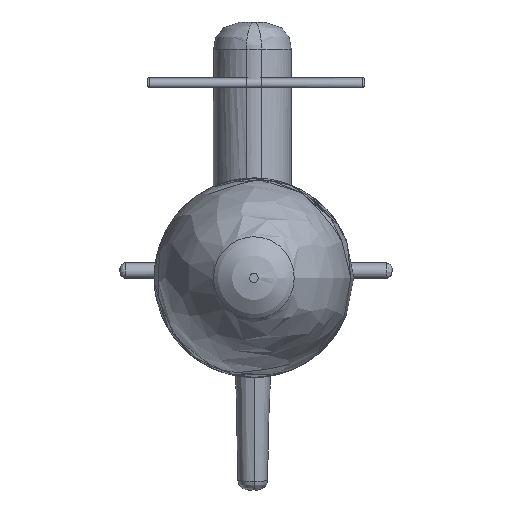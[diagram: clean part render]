
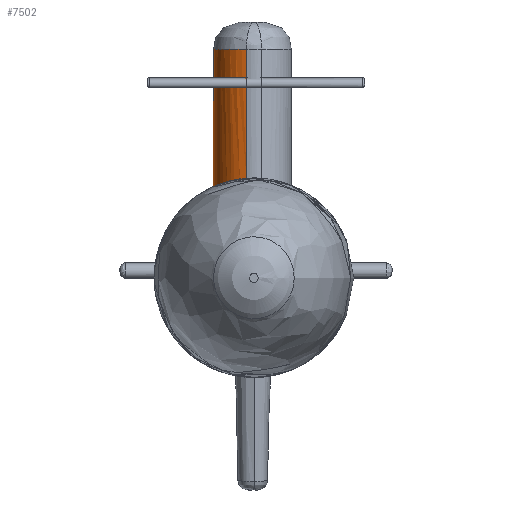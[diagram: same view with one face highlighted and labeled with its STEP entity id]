
A CAD part, front view. The second image highlights one B-rep face of the part: STEP entity #7502.
In plain terms, the highlighted free-form (B-spline) face has degree [5, 1] with [11, 2] control points.
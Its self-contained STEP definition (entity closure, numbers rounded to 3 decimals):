
#6629 = VERTEX_POINT('',#6630);
#6630 = CARTESIAN_POINT('',(-3.474,127.146,
    36.572));
#6649 = VERTEX_POINT('',#6650);
#6650 = CARTESIAN_POINT('',(-3.474,127.146,
    83.999));
#6656 = EDGE_CURVE('',#6649,#6629,#6657,.T.);
#6657 = B_SPLINE_CURVE_WITH_KNOTS('',3,(#6658,#6659,#6660,#6661),
  .UNSPECIFIED.,.F.,.F.,(4,4),(-8.4,-3.657),
  .PIECEWISE_BEZIER_KNOTS.);
#6658 = CARTESIAN_POINT('',(-3.474,127.146,
    83.999));
#6659 = CARTESIAN_POINT('',(-3.474,127.146,
    68.19));
#6660 = CARTESIAN_POINT('',(-3.474,127.146,
    52.381));
#6661 = CARTESIAN_POINT('',(-3.474,127.146,
    36.572));
#6777 = VERTEX_POINT('',#6778);
#6778 = CARTESIAN_POINT('',(-1.537,239.777,
    83.999));
#7186 = EDGE_CURVE('',#6777,#6649,#7187,.T.);
#7187 = B_SPLINE_CURVE_WITH_KNOTS('',3,(#7188,#7189,#7190,#7191,#7192,
    #7193,#7194,#7195,#7196,#7197,#7198,#7199,#7200,#7201,#7202,#7203,
    #7204,#7205,#7206,#7207,#7208,#7209,#7210,#7211),.UNSPECIFIED.,.F.,
  .F.,(4,1,1,1,1,1,1,1,1,1,1,1,1,1,1,1,1,1,1,1,1,4),(0.163,
    0.897,1.631,3.1,4.568,
    6.037,7.016,7.505,8.484,
    8.974,9.341,9.524,9.708,
    9.8,9.891,9.983,10.075,
    10.167,10.213,10.258,10.35,
    10.442),.UNSPECIFIED.);
#7188 = CARTESIAN_POINT('',(-1.537,239.777,
    83.999));
#7189 = CARTESIAN_POINT('',(-2.662,237.16,
    83.999));
#7190 = CARTESIAN_POINT('',(-4.564,231.881,
    83.999));
#7191 = CARTESIAN_POINT('',(-7.259,221.402,
    83.999));
#7192 = CARTESIAN_POINT('',(-9.382,208.895,
    83.999));
#7193 = CARTESIAN_POINT('',(-11.403,194.248,
    83.999));
#7194 = CARTESIAN_POINT('',(-13.004,181.375,
    83.999));
#7195 = CARTESIAN_POINT('',(-14.208,171.654,
    83.999));
#7196 = CARTESIAN_POINT('',(-15.133,163.312,
    83.999));
#7197 = CARTESIAN_POINT('',(-15.674,156.357,
    83.999));
#7198 = CARTESIAN_POINT('',(-15.794,149.715,
    83.999));
#7199 = CARTESIAN_POINT('',(-15.676,145.717,
    83.999));
#7200 = CARTESIAN_POINT('',(-15.373,142.56,
    83.999));
#7201 = CARTESIAN_POINT('',(-14.995,140.28,
    83.999));
#7202 = CARTESIAN_POINT('',(-14.406,138.079,
    83.999));
#7203 = CARTESIAN_POINT('',(-13.622,136.023,
    83.999));
#7204 = CARTESIAN_POINT('',(-12.473,133.985,
    83.999));
#7205 = CARTESIAN_POINT('',(-11.311,132.419,
    83.999));
#7206 = CARTESIAN_POINT('',(-10.174,131.146,
    83.999));
#7207 = CARTESIAN_POINT('',(-9.009,130.089,
    83.999));
#7208 = CARTESIAN_POINT('',(-7.592,128.987,
    83.999));
#7209 = CARTESIAN_POINT('',(-5.479,127.814,
    83.999));
#7210 = CARTESIAN_POINT('',(-4.106,127.34,
    83.999));
#7211 = CARTESIAN_POINT('',(-3.474,127.146,
    83.999));
#7397 = VERTEX_POINT('',#7398);
#7398 = CARTESIAN_POINT('',(-1.537,239.777,
    36.669));
#7465 = EDGE_CURVE('',#7397,#6777,#7466,.T.);
#7466 = B_SPLINE_CURVE_WITH_KNOTS('',3,(#7467,#7468,#7469,#7470),
  .UNSPECIFIED.,.F.,.F.,(4,4),(3.667,8.4),
  .PIECEWISE_BEZIER_KNOTS.);
#7467 = CARTESIAN_POINT('',(-1.537,239.777,
    36.669));
#7468 = CARTESIAN_POINT('',(-1.537,239.777,
    52.445));
#7469 = CARTESIAN_POINT('',(-1.537,239.777,
    68.222));
#7470 = CARTESIAN_POINT('',(-1.537,239.777,
    83.999));
#7502 = ADVANCED_FACE('',(#7503),#7535,.T.);
#7503 = FACE_BOUND('',#7504,.T.);
#7504 = EDGE_LOOP('',(#7505,#7532,#7533,#7534));
#7505 = ORIENTED_EDGE('',*,*,#7506,.F.);
#7506 = EDGE_CURVE('',#6629,#7397,#7507,.T.);
#7507 = B_SPLINE_CURVE_WITH_KNOTS('',3,(#7508,#7509,#7510,#7511,#7512,
    #7513,#7514,#7515,#7516,#7517,#7518,#7519,#7520,#7521,#7522,#7523,
    #7524,#7525,#7526,#7527,#7528,#7529,#7530,#7531),.UNSPECIFIED.,.F.,
  .F.,(4,2,2,2,2,2,2,2,2,2,2,4),(-6.556,-6.497,
    -6.315,-6.095,-5.875,-5.716,
    -5.465,-4.721,-3.962,-3.085,
    -1.428,-0.191),.UNSPECIFIED.);
#7508 = CARTESIAN_POINT('',(-3.474,127.146,
    36.572));
#7509 = CARTESIAN_POINT('',(-3.981,127.301,
    36.533));
#7510 = CARTESIAN_POINT('',(-4.481,127.478,
    36.483));
#7511 = CARTESIAN_POINT('',(-6.49,128.3,
    36.243));
#7512 = CARTESIAN_POINT('',(-7.844,129.121,
    35.986));
#7513 = CARTESIAN_POINT('',(-10.581,131.448,
    35.335));
#7514 = CARTESIAN_POINT('',(-11.834,132.991,
    34.939));
#7515 = CARTESIAN_POINT('',(-13.674,136.047,
    34.298));
#7516 = CARTESIAN_POINT('',(-14.336,137.681,
    34.031));
#7517 = CARTESIAN_POINT('',(-15.149,141.039,
    33.694));
#7518 = CARTESIAN_POINT('',(-15.362,142.507,
    33.6));
#7519 = CARTESIAN_POINT('',(-15.719,146.222,
    33.444));
#7520 = CARTESIAN_POINT('',(-15.771,148.695,
    33.42));
#7521 = CARTESIAN_POINT('',(-15.707,157.559,
    33.448));
#7522 = CARTESIAN_POINT('',(-15.039,164.179,
    33.743));
#7523 = CARTESIAN_POINT('',(-14.018,173.288,
    34.157));
#7524 = CARTESIAN_POINT('',(-13.331,178.77,
    34.419));
#7525 = CARTESIAN_POINT('',(-11.915,190.063,
    34.909));
#7526 = CARTESIAN_POINT('',(-11.018,197.158,
    35.189));
#7527 = CARTESIAN_POINT('',(-8.347,215.75,
    35.903));
#7528 = CARTESIAN_POINT('',(-6.945,222.7,
    36.162));
#7529 = CARTESIAN_POINT('',(-4.45,232.095,
    36.499));
#7530 = CARTESIAN_POINT('',(-3.162,235.997,
    36.632));
#7531 = CARTESIAN_POINT('',(-1.537,239.777,
    36.669));
#7532 = ORIENTED_EDGE('',*,*,#6656,.F.);
#7533 = ORIENTED_EDGE('',*,*,#7186,.F.);
#7534 = ORIENTED_EDGE('',*,*,#7465,.F.);
#7535 = B_SPLINE_SURFACE_WITH_KNOTS('',5,1,(
    (#7536,#7537)
    ,(#7538,#7539)
    ,(#7540,#7541)
    ,(#7542,#7543)
    ,(#7544,#7545)
    ,(#7546,#7547)
    ,(#7548,#7549)
    ,(#7550,#7551)
    ,(#7552,#7553)
    ,(#7554,#7555)
    ,(#7556,#7557
    )),.UNSPECIFIED.,.F.,.F.,.F.,(6,1,1,1,1,1,6),(2,2),(-1.,
    -0.833,-0.667,-0.5,-0.333,-0.167
    ,0.),(0.,9.4),.UNSPECIFIED.);
#7536 = CARTESIAN_POINT('',(-0.761,241.516,
    -0.001));
#7537 = CARTESIAN_POINT('',(-0.761,241.516,
    93.999));
#7538 = CARTESIAN_POINT('',(-5.242,231.834,
    -0.001));
#7539 = CARTESIAN_POINT('',(-5.242,231.834,
    93.999));
#7540 = CARTESIAN_POINT('',(-8.726,214.357,
    -0.001));
#7541 = CARTESIAN_POINT('',(-8.726,214.357,
    93.999));
#7542 = CARTESIAN_POINT('',(-11.035,197.521,
    -0.001));
#7543 = CARTESIAN_POINT('',(-11.035,197.521,
    93.999));
#7544 = CARTESIAN_POINT('',(-13.56,176.59,
    -0.001));
#7545 = CARTESIAN_POINT('',(-13.56,176.59,
    93.999));
#7546 = CARTESIAN_POINT('',(-15.577,161.42,
    -0.001));
#7547 = CARTESIAN_POINT('',(-15.577,161.42,
    93.999));
#7548 = CARTESIAN_POINT('',(-15.992,149.38,
    -0.001));
#7549 = CARTESIAN_POINT('',(-15.992,149.38,
    93.999));
#7550 = CARTESIAN_POINT('',(-15.785,136.509,
    -0.001));
#7551 = CARTESIAN_POINT('',(-15.785,136.509,
    93.999));
#7552 = CARTESIAN_POINT('',(-11.418,132.155,
    -0.001));
#7553 = CARTESIAN_POINT('',(-11.418,132.155,
    93.999));
#7554 = CARTESIAN_POINT('',(-6.786,127.522,
    -0.001));
#7555 = CARTESIAN_POINT('',(-6.786,127.522,
    93.999));
#7556 = CARTESIAN_POINT('',(-0.761,126.516,
    -0.001));
#7557 = CARTESIAN_POINT('',(-0.761,126.516,
    93.999));
